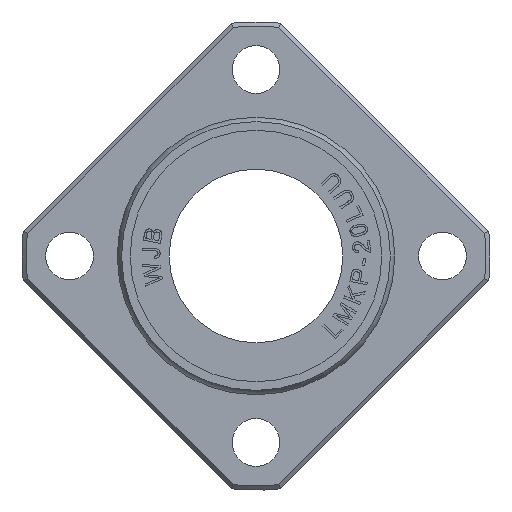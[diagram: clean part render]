
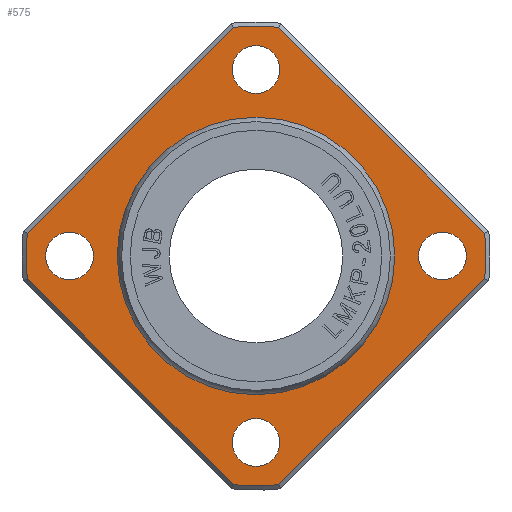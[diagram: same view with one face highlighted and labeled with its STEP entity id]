
A CAD part, left-side view. The second image highlights one B-rep face of the part: STEP entity #575.
In plain terms, the highlighted planar face has unit normal (-1, 0, 0).
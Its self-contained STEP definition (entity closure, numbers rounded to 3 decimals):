
#575=ADVANCED_FACE('',(#1356,#1357,#1358,#1359,#1360,#1361),#965,.T.);
#965=PLANE('',#7126);
#1244=CIRCLE('',#7101,26.5);
#1246=CIRCLE('',#7104,26.5);
#1248=CIRCLE('',#7107,26.5);
#1250=CIRCLE('',#7110,26.5);
#1256=CIRCLE('',#7121,15.773);
#1257=CIRCLE('',#7122,2.75);
#1258=CIRCLE('',#7123,2.75);
#1259=CIRCLE('',#7124,2.75);
#1260=CIRCLE('',#7125,2.75);
#1356=FACE_BOUND('',#1486,.T.);
#1357=FACE_BOUND('',#1487,.T.);
#1358=FACE_BOUND('',#1488,.T.);
#1359=FACE_BOUND('',#1489,.T.);
#1360=FACE_BOUND('',#1490,.T.);
#1361=FACE_BOUND('',#1491,.T.);
#1486=EDGE_LOOP('',(#3309));
#1487=EDGE_LOOP('',(#3310));
#1488=EDGE_LOOP('',(#3311));
#1489=EDGE_LOOP('',(#3312));
#1490=EDGE_LOOP('',(#3313));
#1491=EDGE_LOOP('',(#3314,#3315,#3316,#3317,#3318,#3319,#3320,#3321));
#3309=ORIENTED_EDGE('',*,*,#5915,.F.);
#3310=ORIENTED_EDGE('',*,*,#5916,.T.);
#3311=ORIENTED_EDGE('',*,*,#5917,.T.);
#3312=ORIENTED_EDGE('',*,*,#5918,.T.);
#3313=ORIENTED_EDGE('',*,*,#5919,.T.);
#3314=ORIENTED_EDGE('',*,*,#5900,.F.);
#3315=ORIENTED_EDGE('',*,*,#5920,.F.);
#3316=ORIENTED_EDGE('',*,*,#5887,.F.);
#3317=ORIENTED_EDGE('',*,*,#5921,.F.);
#3318=ORIENTED_EDGE('',*,*,#5891,.F.);
#3319=ORIENTED_EDGE('',*,*,#5922,.F.);
#3320=ORIENTED_EDGE('',*,*,#5895,.F.);
#3321=ORIENTED_EDGE('',*,*,#5923,.F.);
#5231=VERTEX_POINT('',#10457);
#5232=VERTEX_POINT('',#10458);
#5235=VERTEX_POINT('',#10472);
#5236=VERTEX_POINT('',#10473);
#5239=VERTEX_POINT('',#10487);
#5240=VERTEX_POINT('',#10488);
#5243=VERTEX_POINT('',#10505);
#5245=VERTEX_POINT('',#10508);
#5255=VERTEX_POINT('',#10553);
#5256=VERTEX_POINT('',#10555);
#5257=VERTEX_POINT('',#10557);
#5258=VERTEX_POINT('',#10559);
#5259=VERTEX_POINT('',#10561);
#5887=EDGE_CURVE('',#5231,#5232,#1244,.T.);
#5891=EDGE_CURVE('',#5235,#5236,#1246,.T.);
#5895=EDGE_CURVE('',#5239,#5240,#1248,.T.);
#5900=EDGE_CURVE('',#5243,#5245,#1250,.T.);
#5915=EDGE_CURVE('',#5255,#5255,#1256,.T.);
#5916=EDGE_CURVE('',#5256,#5256,#1257,.T.);
#5917=EDGE_CURVE('',#5257,#5257,#1258,.T.);
#5918=EDGE_CURVE('',#5258,#5258,#1259,.T.);
#5919=EDGE_CURVE('',#5259,#5259,#1260,.T.);
#5920=EDGE_CURVE('',#5232,#5243,#6681,.T.);
#5921=EDGE_CURVE('',#5236,#5231,#6682,.T.);
#5922=EDGE_CURVE('',#5240,#5235,#6683,.T.);
#5923=EDGE_CURVE('',#5245,#5239,#6684,.T.);
#6681=B_SPLINE_CURVE_WITH_KNOTS('',3,(#10562,#10563,#10564,#10565),.UNSPECIFIED.,
 .F.,.F.,(4,4),(0.,1.),.UNSPECIFIED.);
#6682=B_SPLINE_CURVE_WITH_KNOTS('',3,(#10566,#10567,#10568,#10569),.UNSPECIFIED.,
 .F.,.F.,(4,4),(0.,1.),.UNSPECIFIED.);
#6683=B_SPLINE_CURVE_WITH_KNOTS('',3,(#10570,#10571,#10572,#10573),.UNSPECIFIED.,
 .F.,.F.,(4,4),(0.,1.),.UNSPECIFIED.);
#6684=B_SPLINE_CURVE_WITH_KNOTS('',3,(#10574,#10575,#10576,#10577),.UNSPECIFIED.,
 .F.,.F.,(4,4),(0.,1.),.UNSPECIFIED.);
#7101=AXIS2_PLACEMENT_3D('',#10456,#7717,#7718);
#7104=AXIS2_PLACEMENT_3D('',#10471,#7723,#7724);
#7107=AXIS2_PLACEMENT_3D('',#10486,#7729,#7730);
#7110=AXIS2_PLACEMENT_3D('',#10507,#7735,#7736);
#7121=AXIS2_PLACEMENT_3D('',#10552,#7761,#7762);
#7122=AXIS2_PLACEMENT_3D('',#10554,#7763,#7764);
#7123=AXIS2_PLACEMENT_3D('',#10556,#7765,#7766);
#7124=AXIS2_PLACEMENT_3D('',#10558,#7767,#7768);
#7125=AXIS2_PLACEMENT_3D('',#10560,#7769,#7770);
#7126=AXIS2_PLACEMENT_3D('',#10578,#7771,#7772);
#7717=DIRECTION('',(1.,0.,0.));
#7718=DIRECTION('',(0.,0.,-1.));
#7723=DIRECTION('',(1.,0.,0.));
#7724=DIRECTION('',(0.,0.,-1.));
#7729=DIRECTION('',(1.,0.,0.));
#7730=DIRECTION('',(0.,0.,-1.));
#7735=DIRECTION('',(1.,0.,0.));
#7736=DIRECTION('',(0.,0.,-1.));
#7761=DIRECTION('',(-1.,0.,0.));
#7762=DIRECTION('',(0.,0.,1.));
#7763=DIRECTION('',(1.,0.,0.));
#7764=DIRECTION('',(0.,1.,0.));
#7765=DIRECTION('',(1.,0.,0.));
#7766=DIRECTION('',(0.,1.,0.));
#7767=DIRECTION('',(1.,0.,0.));
#7768=DIRECTION('',(0.,1.,0.));
#7769=DIRECTION('',(1.,0.,0.));
#7770=DIRECTION('',(0.,1.,0.));
#7771=DIRECTION('',(-1.,0.,0.));
#7772=DIRECTION('',(0.,0.,1.));
#10456=CARTESIAN_POINT('',(8.,0.,0.));
#10457=CARTESIAN_POINT('',(8.,-26.37,2.621));
#10458=CARTESIAN_POINT('',(8.,-26.37,-2.621));
#10471=CARTESIAN_POINT('',(8.,0.,0.));
#10472=CARTESIAN_POINT('',(8.,2.621,26.37));
#10473=CARTESIAN_POINT('',(8.,-2.621,26.37));
#10486=CARTESIAN_POINT('',(8.,0.,0.));
#10487=CARTESIAN_POINT('',(8.,26.37,-2.621));
#10488=CARTESIAN_POINT('',(8.,26.37,2.621));
#10505=CARTESIAN_POINT('',(8.,-2.621,-26.37));
#10507=CARTESIAN_POINT('',(8.,0.,0.));
#10508=CARTESIAN_POINT('',(8.,2.621,-26.37));
#10552=CARTESIAN_POINT('',(8.,0.,0.));
#10553=CARTESIAN_POINT('',(8.,0.,15.773));
#10554=CARTESIAN_POINT('',(8.,21.5,0.));
#10555=CARTESIAN_POINT('',(8.,18.75,0.));
#10556=CARTESIAN_POINT('',(8.,-21.5,0.));
#10557=CARTESIAN_POINT('',(8.,-24.25,0.));
#10558=CARTESIAN_POINT('',(8.,0.,21.5));
#10559=CARTESIAN_POINT('',(8.,-2.75,21.5));
#10560=CARTESIAN_POINT('',(8.,0.,-21.5));
#10561=CARTESIAN_POINT('',(8.,-2.75,-21.5));
#10562=CARTESIAN_POINT('',(8.,-26.37,-2.621));
#10563=CARTESIAN_POINT('',(8.,-18.454,-10.538));
#10564=CARTESIAN_POINT('',(8.,-10.538,-18.454));
#10565=CARTESIAN_POINT('',(8.,-2.621,-26.37));
#10566=CARTESIAN_POINT('',(8.,-2.621,26.37));
#10567=CARTESIAN_POINT('',(8.,-10.538,18.454));
#10568=CARTESIAN_POINT('',(8.,-18.454,10.538));
#10569=CARTESIAN_POINT('',(8.,-26.37,2.621));
#10570=CARTESIAN_POINT('',(8.,26.37,2.621));
#10571=CARTESIAN_POINT('',(8.,18.454,10.538));
#10572=CARTESIAN_POINT('',(8.,10.538,18.454));
#10573=CARTESIAN_POINT('',(8.,2.621,26.37));
#10574=CARTESIAN_POINT('',(8.,2.621,-26.37));
#10575=CARTESIAN_POINT('',(8.,10.538,-18.454));
#10576=CARTESIAN_POINT('',(8.,18.454,-10.538));
#10577=CARTESIAN_POINT('',(8.,26.37,-2.621));
#10578=CARTESIAN_POINT('',(8.,0.,21.387));
